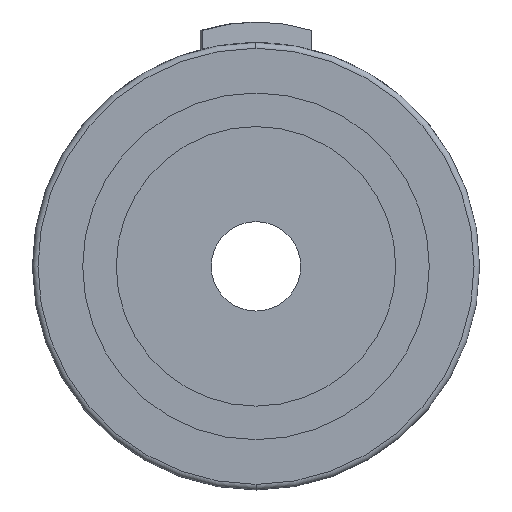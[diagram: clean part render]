
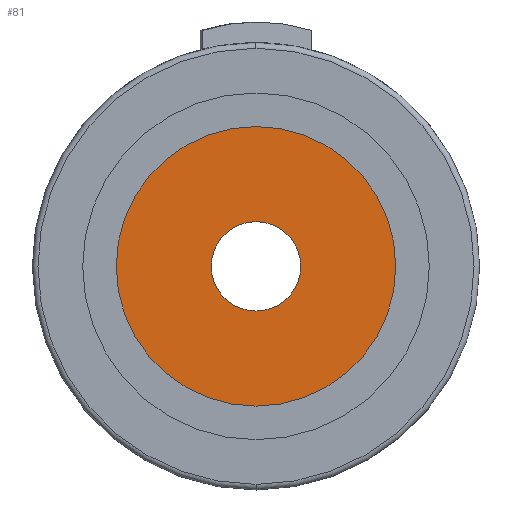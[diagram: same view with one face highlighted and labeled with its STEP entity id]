
A CAD part, left-side view. The second image highlights one B-rep face of the part: STEP entity #81.
In plain terms, the highlighted planar face has unit normal (-1, 0, 0).
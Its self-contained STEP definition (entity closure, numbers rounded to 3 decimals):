
#81=ADVANCED_FACE('',(#162,#163),#164,.T.);
#162=FACE_BOUND('',#254,.T.);
#163=FACE_OUTER_BOUND('',#255,.T.);
#164=PLANE('',#256);
#254=EDGE_LOOP('',(#565,#566));
#255=EDGE_LOOP('',(#567,#568));
#256=AXIS2_PLACEMENT_3D('',#569,#570,#571);
#565=ORIENTED_EDGE('',*,*,#668,.T.);
#566=ORIENTED_EDGE('',*,*,#672,.T.);
#567=ORIENTED_EDGE('',*,*,#634,.F.);
#568=ORIENTED_EDGE('',*,*,#723,.F.);
#569=CARTESIAN_POINT('',(0.0,6.25,0.0));
#570=DIRECTION('',(-1.0,0.0,0.0));
#571=DIRECTION('',(0.0,0.0,1.0));
#634=EDGE_CURVE('',#754,#757,#758,.T.);
#668=EDGE_CURVE('',#822,#819,#823,.T.);
#672=EDGE_CURVE('',#819,#822,#828,.T.);
#723=EDGE_CURVE('',#757,#754,#904,.T.);
#754=VERTEX_POINT('',#941);
#757=VERTEX_POINT('',#945);
#758=CIRCLE('',#946,12.5);
#819=VERTEX_POINT('',#1046);
#822=VERTEX_POINT('',#1050);
#823=CIRCLE('',#1051,4.0);
#828=CIRCLE('',#1057,4.0);
#904=CIRCLE('',#1181,12.5);
#941=CARTESIAN_POINT('',(0.0,12.5,0.0));
#945=CARTESIAN_POINT('',(0.0,-12.5,0.));
#946=AXIS2_PLACEMENT_3D('',#1213,#1214,#1215);
#1046=CARTESIAN_POINT('',(0.0,0.,4.0));
#1050=CARTESIAN_POINT('',(0.0,0.,-4.0));
#1051=AXIS2_PLACEMENT_3D('',#1283,#1284,#1285);
#1057=AXIS2_PLACEMENT_3D('',#1293,#1294,#1295);
#1181=AXIS2_PLACEMENT_3D('',#1368,#1369,#1370);
#1213=CARTESIAN_POINT('',(0.0,0.0,0.0));
#1214=DIRECTION('',(1.0,0.0,0.0));
#1215=DIRECTION('',(0.0,1.0,0.0));
#1283=CARTESIAN_POINT('',(0.0,0.0,0.0));
#1284=DIRECTION('',(1.0,0.0,-0.0));
#1285=DIRECTION('',(0.0,0.0,1.0));
#1293=CARTESIAN_POINT('',(0.0,0.0,0.0));
#1294=DIRECTION('',(1.0,0.0,-0.0));
#1295=DIRECTION('',(0.0,0.0,1.0));
#1368=CARTESIAN_POINT('',(0.0,0.0,0.0));
#1369=DIRECTION('',(1.0,0.0,0.0));
#1370=DIRECTION('',(0.0,1.0,0.0));
